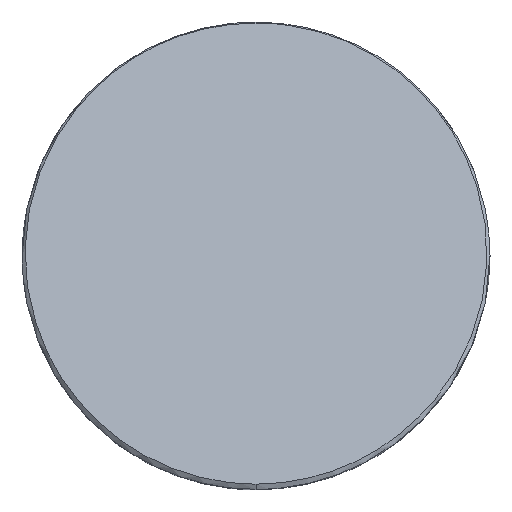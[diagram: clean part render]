
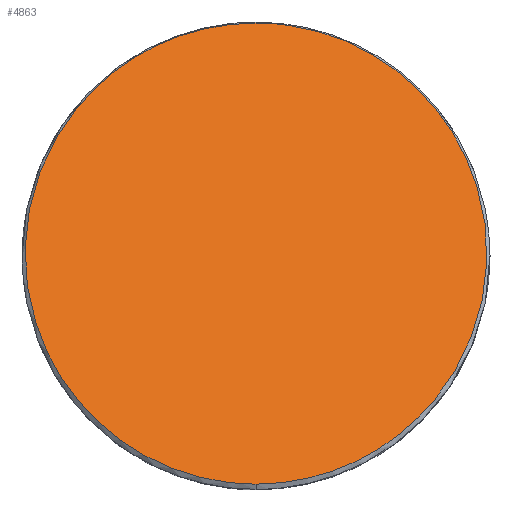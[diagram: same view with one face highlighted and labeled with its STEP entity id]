
A CAD part, top view. The second image highlights one B-rep face of the part: STEP entity #4863.
In plain terms, the highlighted planar face has unit normal (0, 0.707, 0.707).
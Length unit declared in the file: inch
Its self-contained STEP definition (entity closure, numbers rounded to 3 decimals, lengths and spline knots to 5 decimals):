
#258 = CARTESIAN_POINT ( 'NONE',  ( -0.07955, 0.23642, -0.06938 ) ) ;
#280 = CARTESIAN_POINT ( 'NONE',  ( -0.24674, -0.02991, 0.19694 ) ) ;
#291 = CARTESIAN_POINT ( 'NONE',  ( 0.12369, -0.21179, 0.37881 ) ) ;
#321 = CARTESIAN_POINT ( 'NONE',  ( 0.21563, 0.12649, 0.04054 ) ) ;
#510 = FACE_OUTER_BOUND ( 'NONE', #2144, .T. ) ;
#722 = CARTESIAN_POINT ( 'NONE',  ( -0.12369, 0.21641, -0.04937 ) ) ;
#749 = CARTESIAN_POINT ( 'NONE',  ( -0.21563, -0.12188, 0.2889 ) ) ;
#761 = CARTESIAN_POINT ( 'NONE',  ( 0.16308, -0.18355, 0.35057 ) ) ;
#780 = CARTESIAN_POINT ( 'NONE',  ( 0.16308, 0.18816, -0.02113 ) ) ;
#1013 = ORIENTED_EDGE ( 'NONE', *, *, #5093, .T. ) ;
#1149 = CARTESIAN_POINT ( 'NONE',  ( 0., 0.24904, -0.082 ) ) ;
#1170 = CARTESIAN_POINT ( 'NONE',  ( -0.16308, 0.18816, -0.02112 ) ) ;
#1191 = CARTESIAN_POINT ( 'NONE',  ( -0.16308, -0.18355, 0.35057 ) ) ;
#1202 = CARTESIAN_POINT ( 'NONE',  ( 0.19621, -0.14817, 0.31519 ) ) ;
#1227 = CARTESIAN_POINT ( 'NONE',  ( 0.12369, 0.21641, -0.04937 ) ) ;
#1493 = CARTESIAN_POINT ( 'NONE',  ( 0., -0.24443, 0.41145 ) ) ;
#1567 = ORIENTED_EDGE ( 'NONE', *, *, #5754, .T. ) ;
#1622 = CARTESIAN_POINT ( 'NONE',  ( -0.19621, 0.15278, 0.01426 ) ) ;
#1635 = CARTESIAN_POINT ( 'NONE',  ( 0.01609, -0.24443, 0.41145 ) ) ;
#1646 = CARTESIAN_POINT ( 'NONE',  ( -0.12369, -0.2118, 0.37881 ) ) ;
#1660 = CARTESIAN_POINT ( 'NONE',  ( 0.22179, -0.107, 0.27402 ) ) ;
#1685 = CARTESIAN_POINT ( 'NONE',  ( 0.07955, 0.23642, -0.06938 ) ) ;
#1825 = PLANE ( 'NONE',  #3943 ) ;
#1858 = CARTESIAN_POINT ( 'NONE',  ( -0.98425, 0.25, -0.08296 ) ) ;
#1865 = VERTEX_POINT ( 'NONE', #5307 ) ;
#2060 = CARTESIAN_POINT ( 'NONE',  ( -0.01613, 0.24855, -0.08151 ) ) ;
#2088 = CARTESIAN_POINT ( 'NONE',  ( -0.22179, 0.11161, 0.05542 ) ) ;
#2109 = CARTESIAN_POINT ( 'NONE',  ( -0.07955, -0.23181, 0.39883 ) ) ;
#2122 = CARTESIAN_POINT ( 'NONE',  ( 0.23885, -0.06163, 0.22865 ) ) ;
#2143 = CARTESIAN_POINT ( 'NONE',  ( 0.04024, 0.24587, -0.07883 ) ) ;
#2144 = EDGE_LOOP ( 'NONE', ( #1567, #1013 ) ) ;
#2154 = VERTEX_POINT ( 'NONE', #1493 ) ;
#2315 = DIRECTION ( 'NONE',  ( 0., 0.707, 0.707 ) ) ;
#2500 = B_SPLINE_CURVE_WITH_KNOTS ( 'NONE', 3,
 ( #1149, #3842, #4747, #2060, #5202, #2507, #5657, #2960, #258, #3401, #722, #3865, #1170, #4315, #1622, #4767, #2088, #5222, #2529, #5681, #2983, #280, #3420, #749, #3885, #1191, #4336, #1646, #4789, #2109, #5244, #2551, #5703, #3005 ),
 .UNSPECIFIED., .F., .F.,
 ( 4, 2, 2, 2, 2, 2, 2, 2, 2, 2, 2, 2, 2, 2, 2, 2, 4 ),
 ( 0., 0.00781, 0.01563, 0.03125, 0.0625, 0.09375, 0.125, 0.15625, 0.1875, 0.21875, 0.25, 0.3125, 0.375, 0.40625, 0.4375, 0.46875, 0.5 ),
 .UNSPECIFIED. ) ;
#2507 = CARTESIAN_POINT ( 'NONE',  ( -0.03219, 0.24707, -0.08003 ) ) ;
#2529 = CARTESIAN_POINT ( 'NONE',  ( -0.23885, 0.06624, 0.10079 ) ) ;
#2542 = CARTESIAN_POINT ( 'NONE',  ( 0.06392, -0.23655, 0.40357 ) ) ;
#2551 = CARTESIAN_POINT ( 'NONE',  ( -0.03235, -0.24283, 0.40985 ) ) ;
#2568 = CARTESIAN_POINT ( 'NONE',  ( 0.24674, -0.0138, 0.18083 ) ) ;
#2589 = CARTESIAN_POINT ( 'NONE',  ( 0.01618, 0.24865, -0.0816 ) ) ;
#2960 = CARTESIAN_POINT ( 'NONE',  ( -0.06392, 0.24116, -0.07412 ) ) ;
#2983 = CARTESIAN_POINT ( 'NONE',  ( -0.24674, 0.01841, 0.14861 ) ) ;
#2998 = CARTESIAN_POINT ( 'NONE',  ( 0.10929, -0.21949, 0.38651 ) ) ;
#3005 = CARTESIAN_POINT ( 'NONE',  ( 0., -0.24443, 0.41145 ) ) ;
#3019 = CARTESIAN_POINT ( 'NONE',  ( 0.24028, 0.06696, 0.10007 ) ) ;
#3040 = CARTESIAN_POINT ( 'NONE',  ( 0., 0.24904, -0.082 ) ) ;
#3401 = CARTESIAN_POINT ( 'NONE',  ( -0.10929, 0.2241, -0.05706 ) ) ;
#3420 = CARTESIAN_POINT ( 'NONE',  ( -0.24028, -0.06235, 0.22938 ) ) ;
#3434 = CARTESIAN_POINT ( 'NONE',  ( 0.15047, -0.19391, 0.36092 ) ) ;
#3455 = CARTESIAN_POINT ( 'NONE',  ( 0.19724, 0.154, 0.01304 ) ) ;
#3842 = CARTESIAN_POINT ( 'NONE',  ( -0.00407, 0.24904, -0.082 ) ) ;
#3865 = CARTESIAN_POINT ( 'NONE',  ( -0.15047, 0.19852, -0.03148 ) ) ;
#3885 = CARTESIAN_POINT ( 'NONE',  ( -0.19724, -0.14939, 0.31641 ) ) ;
#3904 = CARTESIAN_POINT ( 'NONE',  ( 0.18586, -0.16078, 0.3278 ) ) ;
#3926 = CARTESIAN_POINT ( 'NONE',  ( 0.15047, 0.19852, -0.03148 ) ) ;
#3943 = AXIS2_PLACEMENT_3D ( 'NONE', #1858, #2315, #5456 ) ;
#4315 = CARTESIAN_POINT ( 'NONE',  ( -0.18586, 0.16539, 0.00165 ) ) ;
#4336 = CARTESIAN_POINT ( 'NONE',  ( -0.15047, -0.1939, 0.36092 ) ) ;
#4350 = CARTESIAN_POINT ( 'NONE',  ( 0.21411, -0.12138, 0.2884 ) ) ;
#4368 = CARTESIAN_POINT ( 'NONE',  ( 0.10929, 0.2241, -0.05706 ) ) ;
#4747 = CARTESIAN_POINT ( 'NONE',  ( -0.00809, 0.24894, -0.0819 ) ) ;
#4767 = CARTESIAN_POINT ( 'NONE',  ( -0.21411, 0.12599, 0.04104 ) ) ;
#4779 = CARTESIAN_POINT ( 'NONE',  ( 0., -0.24443, 0.41145 ) ) ;
#4789 = CARTESIAN_POINT ( 'NONE',  ( -0.10929, -0.21949, 0.3865 ) ) ;
#4802 = CARTESIAN_POINT ( 'NONE',  ( 0.23412, -0.07723, 0.24426 ) ) ;
#4821 = B_SPLINE_CURVE_WITH_KNOTS ( 'NONE', 3,
 ( #4779, #1635, #5236, #2542, #5695, #2998, #291, #3434, #761, #3904, #1202, #4350, #1660, #4802, #2122, #5260, #2568, #5718, #3019, #321, #3455, #780, #3926, #1227, #4368, #1685, #4827, #2143, #5280, #2589, #5744, #3040 ),
 .UNSPECIFIED., .F., .F.,
 ( 4, 2, 2, 2, 2, 2, 2, 2, 2, 2, 2, 2, 2, 2, 2, 4 ),
 ( 0.5, 0.53125, 0.5625, 0.59375, 0.625, 0.65625, 0.6875, 0.71875, 0.75, 0.8125, 0.875, 0.90625, 0.9375, 0.96875, 0.98438, 1. ),
 .UNSPECIFIED. ) ;
#4827 = CARTESIAN_POINT ( 'NONE',  ( 0.06392, 0.24116, -0.07412 ) ) ;
#4863 = ADVANCED_FACE ( 'NONE', ( #510 ), #1825, .T. ) ;
#5093 = EDGE_CURVE ( 'NONE', #2154, #1865, #4821, .T. ) ;
#5202 = CARTESIAN_POINT ( 'NONE',  ( -0.02018, 0.24825, -0.08121 ) ) ;
#5222 = CARTESIAN_POINT ( 'NONE',  ( -0.23412, 0.08185, 0.08519 ) ) ;
#5236 = CARTESIAN_POINT ( 'NONE',  ( 0.03235, -0.24283, 0.40984 ) ) ;
#5244 = CARTESIAN_POINT ( 'NONE',  ( -0.06392, -0.23655, 0.40356 ) ) ;
#5260 = CARTESIAN_POINT ( 'NONE',  ( 0.24514, -0.03003, 0.19706 ) ) ;
#5280 = CARTESIAN_POINT ( 'NONE',  ( 0.03219, 0.24707, -0.08002 ) ) ;
#5307 = CARTESIAN_POINT ( 'NONE',  ( 0., 0.24904, -0.082 ) ) ;
#5456 = DIRECTION ( 'NONE',  ( 0., -0.707, 0.707 ) ) ;
#5657 = CARTESIAN_POINT ( 'NONE',  ( -0.04024, 0.24587, -0.07883 ) ) ;
#5681 = CARTESIAN_POINT ( 'NONE',  ( -0.24514, 0.03464, 0.13239 ) ) ;
#5695 = CARTESIAN_POINT ( 'NONE',  ( 0.07955, -0.23181, 0.39882 ) ) ;
#5703 = CARTESIAN_POINT ( 'NONE',  ( -0.01609, -0.24443, 0.41145 ) ) ;
#5718 = CARTESIAN_POINT ( 'NONE',  ( 0.24674, 0.03452, 0.13251 ) ) ;
#5744 = CARTESIAN_POINT ( 'NONE',  ( 0.00802, 0.24905, -0.082 ) ) ;
#5754 = EDGE_CURVE ( 'NONE', #1865, #2154, #2500, .T. ) ;
